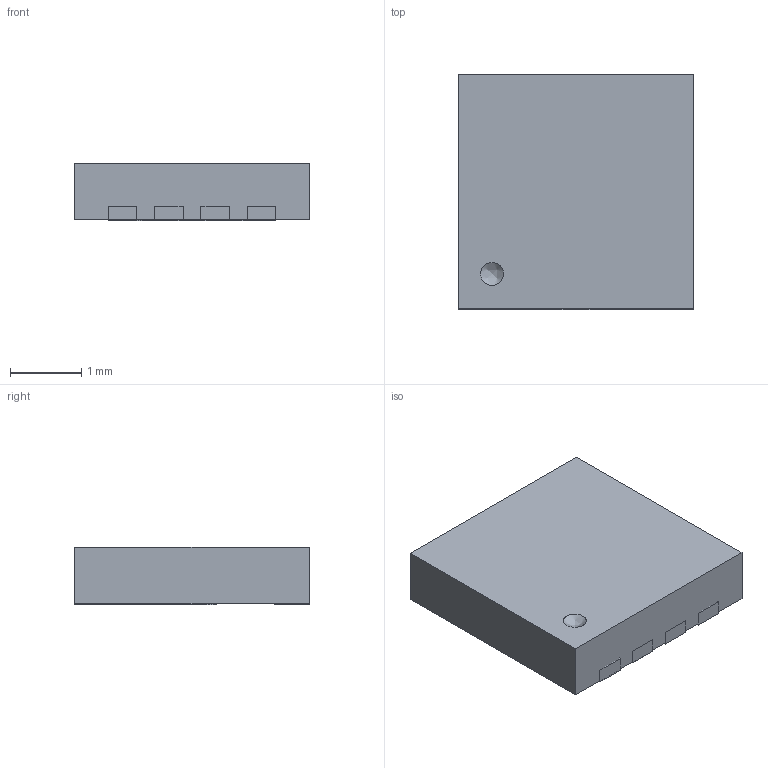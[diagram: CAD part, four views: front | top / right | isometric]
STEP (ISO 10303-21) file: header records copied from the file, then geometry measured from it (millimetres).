
FILE_DESCRIPTION (( 'STEP AP214' ), '1' );
FILE_NAME ('User Library-MLP-3_3x3_3.STEP', '2021-02-16T00:21:12', ( '' ), ( '' ), 'SwSTEP 2.0', 'SolidWorks 2020', '' );
FILE_SCHEMA (( 'AUTOMOTIVE_DESIGN' ));
Length unit declared in the file: millimetre
Products named in the file (3): Cut; User Library-MLP-3_3x3_3; Fusion
Assembly tree (2 placements, depth 2):
  User Library-MLP-3_3x3_3
    Fusion
    Cut
Bounding box: 3.3 x 3.3 x 0.8 mm (x, y, z)
Surface area: 45.9 mm2
Topology: 6 solids, 6 shells, 67 faces, 164 edges, 110 vertices
Faces by surface type: plane 49, cylinder 17, bspline 1
Entity records: 2918 total; most frequent: CARTESIAN_POINT 421, DIRECTION 338, ORIENTED_EDGE 328, EDGE_CURVE 164, VECTOR 128, LINE 128, VERTEX_POINT 110, AXIS2_PLACEMENT_3D 105
